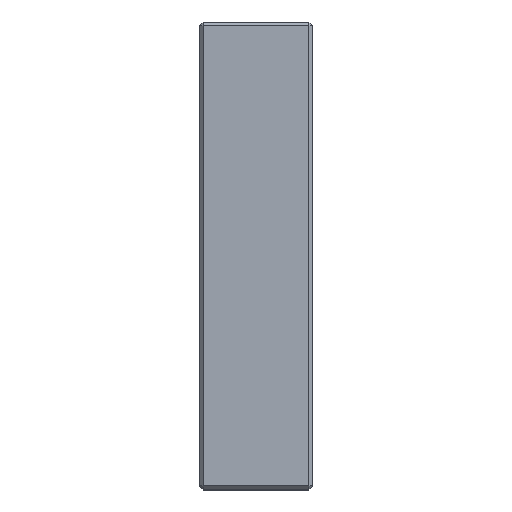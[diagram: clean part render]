
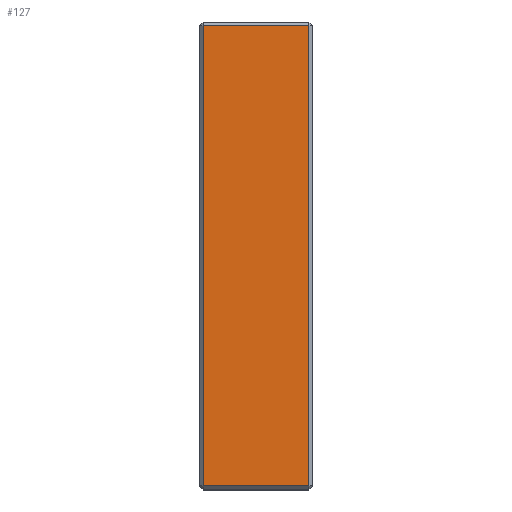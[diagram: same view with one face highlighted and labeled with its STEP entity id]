
A CAD part, top view. The second image highlights one B-rep face of the part: STEP entity #127.
In plain terms, the highlighted planar face has unit normal (0, 0, 1).
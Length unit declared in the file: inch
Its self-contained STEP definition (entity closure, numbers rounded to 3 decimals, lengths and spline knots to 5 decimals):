
#10 = ORIENTED_EDGE ( 'NONE', *, *, #419, .T. ) ;
#127 = ADVANCED_FACE ( 'NONE', ( #236 ), #854, .F. ) ;
#131 = AXIS2_PLACEMENT_3D ( 'NONE', #859, #852, #850 ) ;
#236 = FACE_OUTER_BOUND ( 'NONE', #1164, .T. ) ;
#252 = VECTOR ( 'NONE', #1216, 39.37008 ) ;
#256 = LINE ( 'NONE', #1171, #252 ) ;
#309 = VECTOR ( 'NONE', #1015, 39.37008 ) ;
#312 = LINE ( 'NONE', #1003, #340 ) ;
#315 = LINE ( 'NONE', #936, #309 ) ;
#321 = LINE ( 'NONE', #967, #335 ) ;
#335 = VECTOR ( 'NONE', #970, 39.37008 ) ;
#340 = VECTOR ( 'NONE', #1008, 39.37008 ) ;
#408 = EDGE_CURVE ( 'NONE', #1276, #791, #321, .T. ) ;
#419 = EDGE_CURVE ( 'NONE', #683, #1276, #312, .T. ) ;
#421 = EDGE_CURVE ( 'NONE', #1247, #683, #315, .T. ) ;
#547 = EDGE_CURVE ( 'NONE', #791, #1247, #256, .T. ) ;
#555 = CARTESIAN_POINT ( 'NONE',  ( -0.05512, -0.24016, 0.1378 ) ) ;
#571 = CARTESIAN_POINT ( 'NONE',  ( 0.05512, 0.24016, 0.1378 ) ) ;
#683 = VERTEX_POINT ( 'NONE', #1138 ) ;
#791 = VERTEX_POINT ( 'NONE', #910 ) ;
#850 = DIRECTION ( 'NONE',  ( 0., 1., 0. ) ) ;
#852 = DIRECTION ( 'NONE',  ( 0., 0., -1. ) ) ;
#854 = PLANE ( 'NONE',  #131 ) ;
#859 = CARTESIAN_POINT ( 'NONE',  ( 0.05906, 0.24409, 0.1378 ) ) ;
#910 = CARTESIAN_POINT ( 'NONE',  ( -0.05512, 0.24016, 0.1378 ) ) ;
#936 = CARTESIAN_POINT ( 'NONE',  ( 0.05906, -0.24016, 0.1378 ) ) ;
#966 = ORIENTED_EDGE ( 'NONE', *, *, #547, .T. ) ;
#967 = CARTESIAN_POINT ( 'NONE',  ( 0.05906, 0.24016, 0.1378 ) ) ;
#970 = DIRECTION ( 'NONE',  ( -1., 0., 0. ) ) ;
#1003 = CARTESIAN_POINT ( 'NONE',  ( 0.05512, 0.24409, 0.1378 ) ) ;
#1008 = DIRECTION ( 'NONE',  ( 0., 1., 0. ) ) ;
#1015 = DIRECTION ( 'NONE',  ( 1., 0., 0. ) ) ;
#1030 = ORIENTED_EDGE ( 'NONE', *, *, #408, .T. ) ;
#1138 = CARTESIAN_POINT ( 'NONE',  ( 0.05512, -0.24016, 0.1378 ) ) ;
#1164 = EDGE_LOOP ( 'NONE', ( #966, #1209, #10, #1030 ) ) ;
#1171 = CARTESIAN_POINT ( 'NONE',  ( -0.05512, -0.24409, 0.1378 ) ) ;
#1209 = ORIENTED_EDGE ( 'NONE', *, *, #421, .T. ) ;
#1216 = DIRECTION ( 'NONE',  ( 0., -1., 0. ) ) ;
#1247 = VERTEX_POINT ( 'NONE', #555 ) ;
#1276 = VERTEX_POINT ( 'NONE', #571 ) ;
